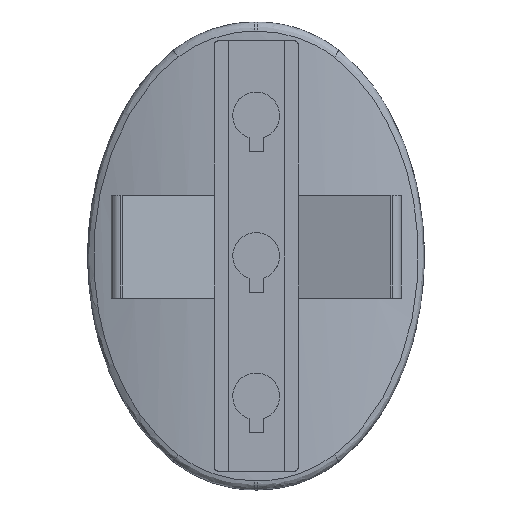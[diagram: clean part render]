
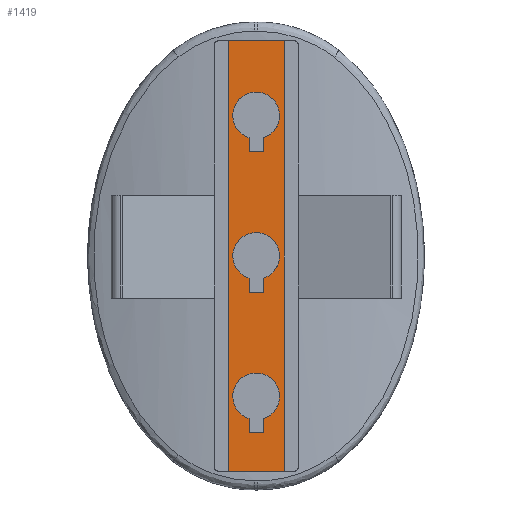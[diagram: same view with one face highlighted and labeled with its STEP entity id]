
A CAD part, front view. The second image highlights one B-rep face of the part: STEP entity #1419.
In plain terms, the highlighted planar face has unit normal (0.005, -1, 0).
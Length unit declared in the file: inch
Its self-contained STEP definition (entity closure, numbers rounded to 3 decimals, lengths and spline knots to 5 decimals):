
#16=FACE_BOUND('',#222,.T.);
#17=FACE_BOUND('',#223,.T.);
#18=FACE_BOUND('',#224,.T.);
#59=PLANE('',#1543);
#138=FACE_OUTER_BOUND('',#221,.T.);
#221=EDGE_LOOP('',(#1208,#1209,#1210,#1211,#1212,#1213,#1214,#1215));
#222=EDGE_LOOP('',(#1216,#1217,#1218,#1219));
#223=EDGE_LOOP('',(#1220,#1221,#1222,#1223));
#224=EDGE_LOOP('',(#1224,#1225,#1226,#1227));
#291=LINE('',#1986,#423);
#308=LINE('',#2057,#440);
#326=LINE('',#2802,#458);
#332=LINE('',#2814,#464);
#369=LINE('',#2900,#501);
#370=LINE('',#2902,#502);
#371=LINE('',#2904,#503);
#372=LINE('',#2906,#504);
#373=LINE('',#2910,#505);
#374=LINE('',#2914,#506);
#375=LINE('',#2915,#507);
#376=LINE('',#2918,#508);
#377=LINE('',#2922,#509);
#378=LINE('',#2923,#510);
#379=LINE('',#2926,#511);
#380=LINE('',#2930,#512);
#381=LINE('',#2931,#513);
#423=VECTOR('',#1602,0.3937);
#440=VECTOR('',#1635,0.3937);
#458=VECTOR('',#1735,0.3937);
#464=VECTOR('',#1743,0.3937);
#501=VECTOR('',#1826,0.3937);
#502=VECTOR('',#1829,0.3937);
#503=VECTOR('',#1832,0.3937);
#504=VECTOR('',#1835,0.3937);
#505=VECTOR('',#1838,0.3937);
#506=VECTOR('',#1841,0.3937);
#507=VECTOR('',#1842,0.3937);
#508=VECTOR('',#1843,0.3937);
#509=VECTOR('',#1846,0.3937);
#510=VECTOR('',#1847,0.3937);
#511=VECTOR('',#1848,0.3937);
#512=VECTOR('',#1851,0.3937);
#513=VECTOR('',#1852,0.3937);
#586=CIRCLE('',#1544,0.25);
#587=CIRCLE('',#1545,0.25);
#588=CIRCLE('',#1546,0.25);
#605=VERTEX_POINT('',#1983);
#606=VERTEX_POINT('',#1985);
#621=VERTEX_POINT('',#2054);
#622=VERTEX_POINT('',#2056);
#665=VERTEX_POINT('',#2799);
#666=VERTEX_POINT('',#2801);
#668=VERTEX_POINT('',#2807);
#671=VERTEX_POINT('',#2812);
#698=VERTEX_POINT('',#2908);
#699=VERTEX_POINT('',#2909);
#700=VERTEX_POINT('',#2911);
#701=VERTEX_POINT('',#2913);
#702=VERTEX_POINT('',#2916);
#703=VERTEX_POINT('',#2917);
#704=VERTEX_POINT('',#2919);
#705=VERTEX_POINT('',#2921);
#706=VERTEX_POINT('',#2924);
#707=VERTEX_POINT('',#2925);
#708=VERTEX_POINT('',#2927);
#709=VERTEX_POINT('',#2929);
#739=EDGE_CURVE('',#605,#606,#291,.T.);
#761=EDGE_CURVE('',#621,#622,#308,.T.);
#832=EDGE_CURVE('',#666,#665,#326,.T.);
#838=EDGE_CURVE('',#668,#671,#332,.T.);
#883=EDGE_CURVE('',#665,#606,#369,.T.);
#884=EDGE_CURVE('',#668,#605,#370,.T.);
#885=EDGE_CURVE('',#621,#666,#371,.T.);
#886=EDGE_CURVE('',#622,#671,#372,.T.);
#887=EDGE_CURVE('',#698,#699,#373,.T.);
#888=EDGE_CURVE('',#700,#698,#586,.T.);
#889=EDGE_CURVE('',#701,#700,#374,.T.);
#890=EDGE_CURVE('',#699,#701,#375,.T.);
#891=EDGE_CURVE('',#702,#703,#376,.T.);
#892=EDGE_CURVE('',#704,#702,#587,.T.);
#893=EDGE_CURVE('',#705,#704,#377,.T.);
#894=EDGE_CURVE('',#703,#705,#378,.T.);
#895=EDGE_CURVE('',#706,#707,#379,.T.);
#896=EDGE_CURVE('',#708,#706,#588,.T.);
#897=EDGE_CURVE('',#709,#708,#380,.T.);
#898=EDGE_CURVE('',#707,#709,#381,.T.);
#1208=ORIENTED_EDGE('',*,*,#838,.T.);
#1209=ORIENTED_EDGE('',*,*,#886,.F.);
#1210=ORIENTED_EDGE('',*,*,#761,.F.);
#1211=ORIENTED_EDGE('',*,*,#885,.T.);
#1212=ORIENTED_EDGE('',*,*,#832,.T.);
#1213=ORIENTED_EDGE('',*,*,#883,.T.);
#1214=ORIENTED_EDGE('',*,*,#739,.F.);
#1215=ORIENTED_EDGE('',*,*,#884,.F.);
#1216=ORIENTED_EDGE('',*,*,#887,.F.);
#1217=ORIENTED_EDGE('',*,*,#888,.F.);
#1218=ORIENTED_EDGE('',*,*,#889,.F.);
#1219=ORIENTED_EDGE('',*,*,#890,.F.);
#1220=ORIENTED_EDGE('',*,*,#891,.F.);
#1221=ORIENTED_EDGE('',*,*,#892,.F.);
#1222=ORIENTED_EDGE('',*,*,#893,.F.);
#1223=ORIENTED_EDGE('',*,*,#894,.F.);
#1224=ORIENTED_EDGE('',*,*,#895,.F.);
#1225=ORIENTED_EDGE('',*,*,#896,.F.);
#1226=ORIENTED_EDGE('',*,*,#897,.F.);
#1227=ORIENTED_EDGE('',*,*,#898,.F.);
#1419=ADVANCED_FACE('',(#138,#16,#17,#18),#59,.F.);
#1543=AXIS2_PLACEMENT_3D('',#2907,#1836,#1837);
#1544=AXIS2_PLACEMENT_3D('',#2912,#1839,#1840);
#1545=AXIS2_PLACEMENT_3D('',#2920,#1844,#1845);
#1546=AXIS2_PLACEMENT_3D('',#2928,#1849,#1850);
#1602=DIRECTION('',(-1.,-0.005,0.));
#1635=DIRECTION('',(1.,0.005,0.));
#1735=DIRECTION('',(1.,0.005,0.));
#1743=DIRECTION('',(1.,0.005,0.));
#1826=DIRECTION('',(0.,0.,-1.));
#1829=DIRECTION('',(0.,0.,-1.));
#1832=DIRECTION('',(0.,0.,-1.));
#1835=DIRECTION('',(0.,0.,-1.));
#1836=DIRECTION('center_axis',(-0.005,1.,0.));
#1837=DIRECTION('ref_axis',(1.,0.005,0.));
#1838=DIRECTION('',(0.,0.,-1.));
#1839=DIRECTION('center_axis',(0.005,-1.,0.));
#1840=DIRECTION('ref_axis',(-0.3,-0.001,-0.954));
#1841=DIRECTION('',(0.,0.,1.));
#1842=DIRECTION('',(1.,0.005,0.));
#1843=DIRECTION('',(0.,0.,-1.));
#1844=DIRECTION('center_axis',(0.005,-1.,0.));
#1845=DIRECTION('ref_axis',(-0.3,-0.001,-0.954));
#1846=DIRECTION('',(0.,0.,1.));
#1847=DIRECTION('',(1.,0.005,0.));
#1848=DIRECTION('',(0.,0.,-1.));
#1849=DIRECTION('center_axis',(0.005,-1.,0.));
#1850=DIRECTION('ref_axis',(-0.3,-0.001,-0.954));
#1851=DIRECTION('',(0.,0.,1.));
#1852=DIRECTION('',(1.,0.005,0.));
#1983=CARTESIAN_POINT('',(0.29158,-0.0711,0.2));
#1985=CARTESIAN_POINT('',(-0.30841,-0.07388,0.2));
#1986=CARTESIAN_POINT('',(-0.38341,-0.07423,0.2));
#2054=CARTESIAN_POINT('',(-0.38341,-0.07423,4.8));
#2056=CARTESIAN_POINT('',(0.36658,-0.07075,4.8));
#2057=CARTESIAN_POINT('',(0.02909,-0.07232,4.8));
#2799=CARTESIAN_POINT('',(-0.30841,-0.07388,0.3));
#2801=CARTESIAN_POINT('',(-0.38341,-0.07423,0.3));
#2802=CARTESIAN_POINT('',(-0.38341,-0.07423,0.3));
#2807=CARTESIAN_POINT('',(0.29158,-0.0711,0.3));
#2812=CARTESIAN_POINT('',(0.36658,-0.07075,0.3));
#2814=CARTESIAN_POINT('',(-0.38341,-0.07423,0.3));
#2900=CARTESIAN_POINT('',(-0.30841,-0.07388,0.4));
#2902=CARTESIAN_POINT('',(0.29158,-0.0711,0.4));
#2904=CARTESIAN_POINT('',(-0.38341,-0.07423,4.8));
#2906=CARTESIAN_POINT('',(0.36658,-0.07075,4.8));
#2907=CARTESIAN_POINT('Origin',(-0.38341,-0.07423,
4.8));
#2908=CARTESIAN_POINT('',(-0.08327,-0.07284,0.76151));
#2909=CARTESIAN_POINT('',(-0.08327,-0.07284,0.61151));
#2910=CARTESIAN_POINT('',(-0.08327,-0.07284,2.78075));
#2911=CARTESIAN_POINT('',(0.06673,-0.07214,0.76151));
#2912=CARTESIAN_POINT('Origin',(-0.00828,-0.07249,
1.));
#2913=CARTESIAN_POINT('',(0.06673,-0.07214,0.61151));
#2914=CARTESIAN_POINT('',(0.06673,-0.07214,2.70575));
#2915=CARTESIAN_POINT('',(-0.23334,-0.07354,0.61151));
#2916=CARTESIAN_POINT('',(-0.0833,-0.07284,3.76152));
#2917=CARTESIAN_POINT('',(-0.0833,-0.07284,3.61152));
#2918=CARTESIAN_POINT('',(-0.0833,-0.07284,4.28076));
#2919=CARTESIAN_POINT('',(0.0667,-0.07214,3.76151));
#2920=CARTESIAN_POINT('Origin',(-0.00828,-0.07249,
4.));
#2921=CARTESIAN_POINT('',(0.0667,-0.07214,3.61152));
#2922=CARTESIAN_POINT('',(0.0667,-0.07214,4.20576));
#2923=CARTESIAN_POINT('',(-0.23335,-0.07354,3.61152));
#2924=CARTESIAN_POINT('',(-0.08326,-0.07284,2.26151));
#2925=CARTESIAN_POINT('',(-0.08326,-0.07284,2.11151));
#2926=CARTESIAN_POINT('',(-0.08326,-0.07284,3.53075));
#2927=CARTESIAN_POINT('',(0.06673,-0.07214,2.26152));
#2928=CARTESIAN_POINT('Origin',(-0.00828,-0.07249,
2.5));
#2929=CARTESIAN_POINT('',(0.06673,-0.07214,2.11151));
#2930=CARTESIAN_POINT('',(0.06673,-0.07214,3.45575));
#2931=CARTESIAN_POINT('',(-0.23334,-0.07354,2.11151));
